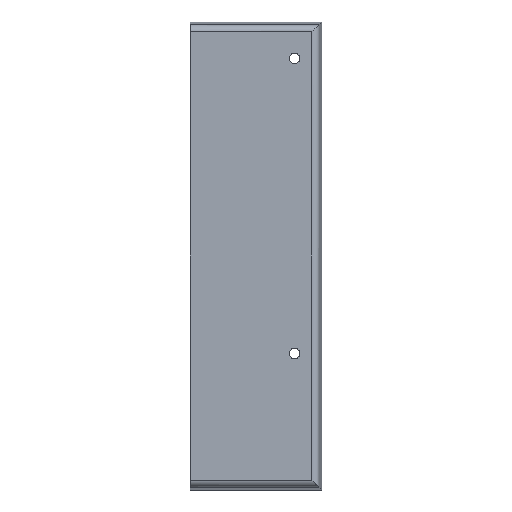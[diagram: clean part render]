
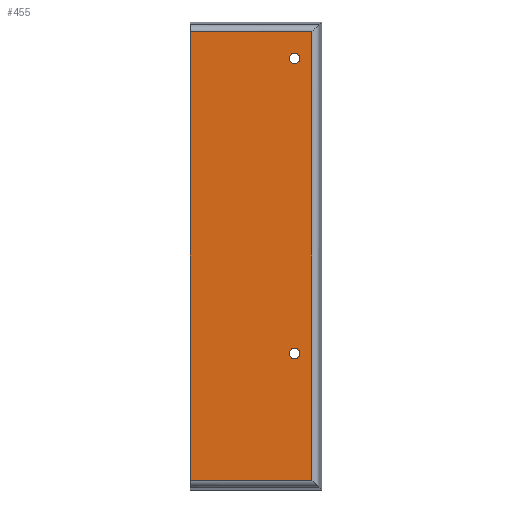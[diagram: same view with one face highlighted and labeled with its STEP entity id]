
A CAD part, front view. The second image highlights one B-rep face of the part: STEP entity #455.
In plain terms, the highlighted planar face has unit normal (0, -1, 0).
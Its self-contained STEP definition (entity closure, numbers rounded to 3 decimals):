
#225=CARTESIAN_POINT('',(-34.334,0.0,-124.962));
#226=VERTEX_POINT('',#225);
#234=CARTESIAN_POINT('',(-34.334,0.0,3.385));
#235=VERTEX_POINT('',#234);
#236=CARTESIAN_POINT('',(-34.334,0.0,3.385));
#237=DIRECTION('',(0.0,0.0,-1.0));
#238=VECTOR('',#237,128.347);
#239=LINE('',#236,#238);
#240=EDGE_CURVE('',#235,#226,#239,.T.);
#391=CARTESIAN_POINT('',(0.489,0.0,3.385));
#392=VERTEX_POINT('',#391);
#393=CARTESIAN_POINT('',(-34.334,0.0,3.385));
#394=DIRECTION('',(1.0,0.0,0.0));
#395=VECTOR('',#394,34.824);
#396=LINE('',#393,#395);
#397=EDGE_CURVE('',#235,#392,#396,.T.);
#410=CARTESIAN_POINT('',(-34.334,0.0,-60.788));
#411=DIRECTION('',(0.0,1.0,0.0));
#412=DIRECTION('',(0.0,0.0,1.0));
#413=AXIS2_PLACEMENT_3D('',#410,#411,#412);
#414=PLANE('',#413);
#415=ORIENTED_EDGE('',*,*,#240,.T.);
#416=CARTESIAN_POINT('',(0.489,0.0,-124.962));
#417=VERTEX_POINT('',#416);
#418=CARTESIAN_POINT('',(0.489,0.0,-124.962));
#419=DIRECTION('',(-1.0,0.0,0.0));
#420=VECTOR('',#419,34.824);
#421=LINE('',#418,#420);
#422=EDGE_CURVE('',#417,#226,#421,.T.);
#423=ORIENTED_EDGE('',*,*,#422,.F.);
#424=CARTESIAN_POINT('',(0.489,0.0,3.385));
#425=DIRECTION('',(0.0,0.0,-1.0));
#426=VECTOR('',#425,128.347);
#427=LINE('',#424,#426);
#428=EDGE_CURVE('',#392,#417,#427,.T.);
#429=ORIENTED_EDGE('',*,*,#428,.F.);
#430=ORIENTED_EDGE('',*,*,#397,.F.);
#431=EDGE_LOOP('',(#415,#423,#429,#430));
#432=FACE_OUTER_BOUND('',#431,.T.);
#433=CARTESIAN_POINT('',(-2.959,0.0,-88.712));
#434=VERTEX_POINT('',#433);
#435=CARTESIAN_POINT('',(-4.459,0.0,-88.712));
#436=DIRECTION('',(0.0,1.0,0.0));
#437=DIRECTION('',(-1.0,0.0,0.0));
#438=AXIS2_PLACEMENT_3D('',#435,#436,#437);
#439=CIRCLE('',#438,1.5);
#440=EDGE_CURVE('',#434,#434,#439,.T.);
#441=ORIENTED_EDGE('',*,*,#440,.T.);
#442=EDGE_LOOP('',(#441));
#443=FACE_BOUND('',#442,.T.);
#444=CARTESIAN_POINT('',(-2.959,0.0,-4.212));
#445=VERTEX_POINT('',#444);
#446=CARTESIAN_POINT('',(-4.459,0.0,-4.212));
#447=DIRECTION('',(0.0,1.0,0.0));
#448=DIRECTION('',(-1.0,0.0,0.0));
#449=AXIS2_PLACEMENT_3D('',#446,#447,#448);
#450=CIRCLE('',#449,1.5);
#451=EDGE_CURVE('',#445,#445,#450,.T.);
#452=ORIENTED_EDGE('',*,*,#451,.T.);
#453=EDGE_LOOP('',(#452));
#454=FACE_BOUND('',#453,.T.);
#455=ADVANCED_FACE('',(#432,#443,#454),#414,.F.);
